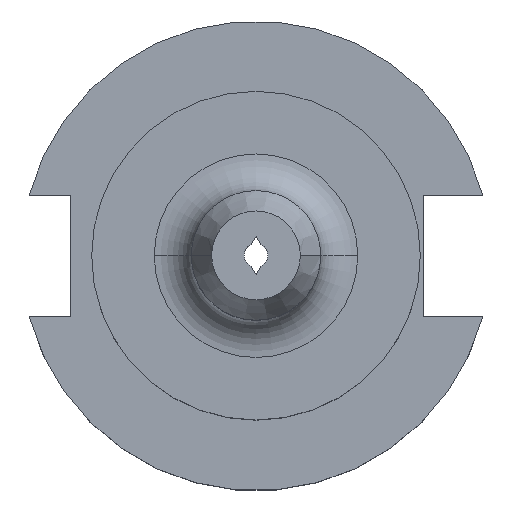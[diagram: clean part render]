
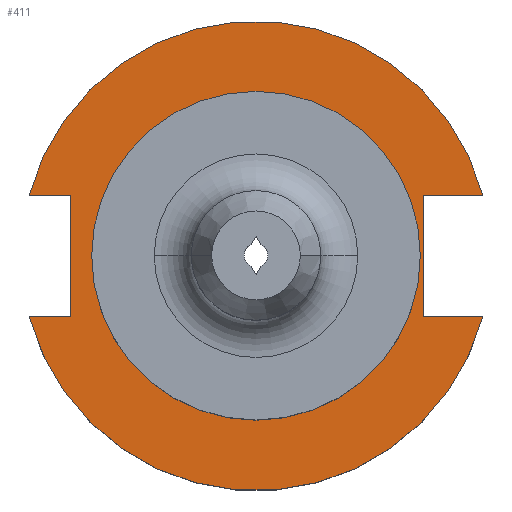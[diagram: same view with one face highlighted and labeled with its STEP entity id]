
A CAD part, top view. The second image highlights one B-rep face of the part: STEP entity #411.
In plain terms, the highlighted planar face has unit normal (0, 0, 1).
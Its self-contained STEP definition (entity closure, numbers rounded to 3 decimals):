
#13 = CARTESIAN_POINT ( 'NONE',  ( 0., 0., 19.05 ) ) ;
#28 = AXIS2_PLACEMENT_3D ( 'NONE', #587, #1568, #568 ) ;
#32 = CARTESIAN_POINT ( 'NONE',  ( -22.225, 0., 19.05 ) ) ;
#36 = CIRCLE ( 'NONE', #356, 22.225 ) ;
#61 = CARTESIAN_POINT ( 'NONE',  ( -30.675, 8.191, 19.05 ) ) ;
#72 = VERTEX_POINT ( 'NONE', #478 ) ;
#86 = LINE ( 'NONE', #1505, #949 ) ;
#88 = VERTEX_POINT ( 'NONE', #61 ) ;
#93 = VERTEX_POINT ( 'NONE', #763 ) ;
#120 = CARTESIAN_POINT ( 'NONE',  ( -25.091, 8.191, 19.05 ) ) ;
#143 = CARTESIAN_POINT ( 'NONE',  ( 0., -8.191, 19.05 ) ) ;
#167 = ORIENTED_EDGE ( 'NONE', *, *, #772, .T. ) ;
#211 = CARTESIAN_POINT ( 'NONE',  ( 30.675, 8.191, 19.05 ) ) ;
#215 = CARTESIAN_POINT ( 'NONE',  ( 0., 0., 19.05 ) ) ;
#239 = EDGE_CURVE ( 'NONE', #93, #72, #86, .T. ) ;
#249 = VECTOR ( 'NONE', #1465, 1000. ) ;
#281 = PLANE ( 'NONE',  #28 ) ;
#303 = DIRECTION ( 'NONE',  ( 0., 0., 1. ) ) ;
#315 = DIRECTION ( 'NONE',  ( 0., 0., 1. ) ) ;
#336 = LINE ( 'NONE', #615, #249 ) ;
#351 = CARTESIAN_POINT ( 'NONE',  ( 22.606, 8.191, 19.05 ) ) ;
#356 = AXIS2_PLACEMENT_3D ( 'NONE', #13, #303, #724 ) ;
#358 = ORIENTED_EDGE ( 'NONE', *, *, #1483, .T. ) ;
#365 = EDGE_CURVE ( 'NONE', #503, #72, #1351, .T. ) ;
#397 = EDGE_LOOP ( 'NONE', ( #1163, #1060 ) ) ;
#411 = ADVANCED_FACE ( 'NONE', ( #887, #1504 ), #281, .F. ) ;
#412 = CARTESIAN_POINT ( 'NONE',  ( 30.675, -8.191, 19.05 ) ) ;
#444 = DIRECTION ( 'NONE',  ( 1., 0., 0. ) ) ;
#454 = VECTOR ( 'NONE', #444, 1000. ) ;
#472 = CARTESIAN_POINT ( 'NONE',  ( 0., 0., 19.05 ) ) ;
#478 = CARTESIAN_POINT ( 'NONE',  ( -25.091, -8.191, 19.05 ) ) ;
#503 = VERTEX_POINT ( 'NONE', #894 ) ;
#524 = EDGE_CURVE ( 'NONE', #1638, #1626, #1302, .T. ) ;
#562 = VECTOR ( 'NONE', #581, 1000. ) ;
#568 = DIRECTION ( 'NONE',  ( -1., 0., 0. ) ) ;
#581 = DIRECTION ( 'NONE',  ( 0., -1., 0. ) ) ;
#587 = CARTESIAN_POINT ( 'NONE',  ( 0., 22.225, 19.05 ) ) ;
#607 = DIRECTION ( 'NONE',  ( 1., 0., 0. ) ) ;
#615 = CARTESIAN_POINT ( 'NONE',  ( 0., 8.191, 19.05 ) ) ;
#636 = LINE ( 'NONE', #1046, #680 ) ;
#680 = VECTOR ( 'NONE', #1644, 1000. ) ;
#681 = DIRECTION ( 'NONE',  ( 1., 0., 0. ) ) ;
#715 = VERTEX_POINT ( 'NONE', #211 ) ;
#724 = DIRECTION ( 'NONE',  ( 1., 0., 0. ) ) ;
#731 = VERTEX_POINT ( 'NONE', #351 ) ;
#763 = CARTESIAN_POINT ( 'NONE',  ( -30.675, -8.191, 19.05 ) ) ;
#772 = EDGE_CURVE ( 'NONE', #93, #1485, #1137, .T. ) ;
#783 = DIRECTION ( 'NONE',  ( 1., 0., 0. ) ) ;
#792 = DIRECTION ( 'NONE',  ( 0., 0., 1. ) ) ;
#828 = CARTESIAN_POINT ( 'NONE',  ( -61.091, 8.191, 19.05 ) ) ;
#882 = CARTESIAN_POINT ( 'NONE',  ( 22.225, 0., 19.05 ) ) ;
#887 = FACE_BOUND ( 'NONE', #397, .T. ) ;
#894 = CARTESIAN_POINT ( 'NONE',  ( -25.091, 8.191, 19.05 ) ) ;
#941 = ORIENTED_EDGE ( 'NONE', *, *, #239, .F. ) ;
#942 = LINE ( 'NONE', #143, #454 ) ;
#949 = VECTOR ( 'NONE', #783, 1000. ) ;
#970 = AXIS2_PLACEMENT_3D ( 'NONE', #215, #792, #1186 ) ;
#1046 = CARTESIAN_POINT ( 'NONE',  ( 22.606, 22.225, 19.05 ) ) ;
#1054 = EDGE_LOOP ( 'NONE', ( #1670, #941, #167, #1475, #1651, #1397, #1559, #358 ) ) ;
#1060 = ORIENTED_EDGE ( 'NONE', *, *, #524, .F. ) ;
#1083 = EDGE_CURVE ( 'NONE', #1626, #1638, #36, .T. ) ;
#1109 = EDGE_CURVE ( 'NONE', #1532, #1485, #942, .T. ) ;
#1137 = CIRCLE ( 'NONE', #1572, 31.75 ) ;
#1163 = ORIENTED_EDGE ( 'NONE', *, *, #1083, .F. ) ;
#1186 = DIRECTION ( 'NONE',  ( 1., 0., 0. ) ) ;
#1216 = CARTESIAN_POINT ( 'NONE',  ( 0., 0., 19.05 ) ) ;
#1302 = CIRCLE ( 'NONE', #1654, 22.225 ) ;
#1351 = LINE ( 'NONE', #120, #562 ) ;
#1360 = LINE ( 'NONE', #828, #1536 ) ;
#1378 = EDGE_CURVE ( 'NONE', #1532, #731, #636, .T. ) ;
#1397 = ORIENTED_EDGE ( 'NONE', *, *, #1675, .F. ) ;
#1465 = DIRECTION ( 'NONE',  ( -1., 0., 0. ) ) ;
#1475 = ORIENTED_EDGE ( 'NONE', *, *, #1109, .F. ) ;
#1483 = EDGE_CURVE ( 'NONE', #88, #503, #1360, .T. ) ;
#1485 = VERTEX_POINT ( 'NONE', #412 ) ;
#1504 = FACE_OUTER_BOUND ( 'NONE', #1054, .T. ) ;
#1505 = CARTESIAN_POINT ( 'NONE',  ( -61.091, -8.191, 19.05 ) ) ;
#1532 = VERTEX_POINT ( 'NONE', #1816 ) ;
#1536 = VECTOR ( 'NONE', #1823, 1000. ) ;
#1549 = CIRCLE ( 'NONE', #970, 31.75 ) ;
#1559 = ORIENTED_EDGE ( 'NONE', *, *, #1807, .T. ) ;
#1568 = DIRECTION ( 'NONE',  ( 0., 0., -1. ) ) ;
#1572 = AXIS2_PLACEMENT_3D ( 'NONE', #1216, #1779, #681 ) ;
#1626 = VERTEX_POINT ( 'NONE', #882 ) ;
#1638 = VERTEX_POINT ( 'NONE', #32 ) ;
#1644 = DIRECTION ( 'NONE',  ( 0., 1., 0. ) ) ;
#1651 = ORIENTED_EDGE ( 'NONE', *, *, #1378, .T. ) ;
#1654 = AXIS2_PLACEMENT_3D ( 'NONE', #472, #315, #607 ) ;
#1670 = ORIENTED_EDGE ( 'NONE', *, *, #365, .T. ) ;
#1675 = EDGE_CURVE ( 'NONE', #715, #731, #336, .T. ) ;
#1779 = DIRECTION ( 'NONE',  ( 0., 0., 1. ) ) ;
#1807 = EDGE_CURVE ( 'NONE', #715, #88, #1549, .T. ) ;
#1816 = CARTESIAN_POINT ( 'NONE',  ( 22.606, -8.191, 19.05 ) ) ;
#1823 = DIRECTION ( 'NONE',  ( 1., 0., 0. ) ) ;
